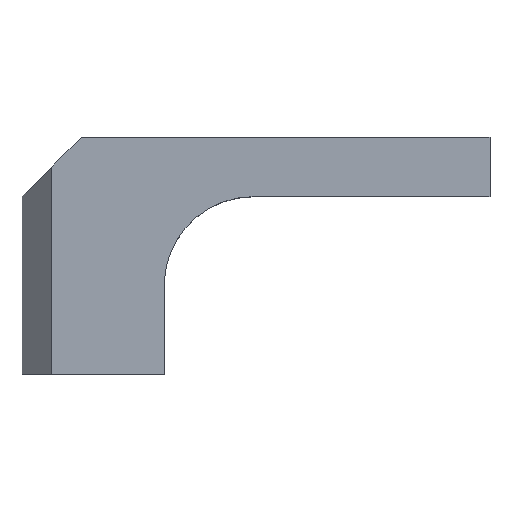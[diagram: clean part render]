
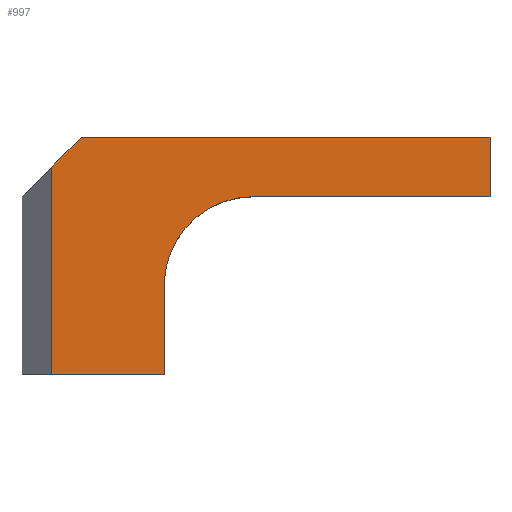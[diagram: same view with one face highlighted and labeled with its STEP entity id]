
A CAD part, top view. The second image highlights one B-rep face of the part: STEP entity #997.
In plain terms, the highlighted planar face has unit normal (0, 0, 1).
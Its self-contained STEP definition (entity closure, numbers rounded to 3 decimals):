
#11 = VECTOR ( 'NONE', #210, 1000. ) ;
#34 = ORIENTED_EDGE ( 'NONE', *, *, #153, .T. ) ;
#49 = DIRECTION ( 'NONE',  ( 0., 0., -1. ) ) ;
#61 = VECTOR ( 'NONE', #549, 1000. ) ;
#101 = VERTEX_POINT ( 'NONE', #105 ) ;
#105 = CARTESIAN_POINT ( 'NONE',  ( 22., -5., 9. ) ) ;
#112 = ORIENTED_EDGE ( 'NONE', *, *, #147, .T. ) ;
#140 = LINE ( 'NONE', #1011, #11 ) ;
#147 = EDGE_CURVE ( 'NONE', #432, #884, #643, .T. ) ;
#153 = EDGE_CURVE ( 'NONE', #101, #992, #510, .T. ) ;
#158 = CARTESIAN_POINT ( 'NONE',  ( 7., -35., 9. ) ) ;
#176 = CARTESIAN_POINT ( 'NONE',  ( 7., -20., 9. ) ) ;
#180 = CARTESIAN_POINT ( 'NONE',  ( 62., -5., 9. ) ) ;
#210 = DIRECTION ( 'NONE',  ( 1., 0., 0. ) ) ;
#248 = VERTEX_POINT ( 'NONE', #655 ) ;
#252 = ORIENTED_EDGE ( 'NONE', *, *, #468, .F. ) ;
#256 = VERTEX_POINT ( 'NONE', #592 ) ;
#270 = LINE ( 'NONE', #980, #444 ) ;
#299 = FACE_OUTER_BOUND ( 'NONE', #852, .T. ) ;
#396 = LINE ( 'NONE', #1012, #618 ) ;
#401 = DIRECTION ( 'NONE',  ( 0., -1., 0. ) ) ;
#420 = CARTESIAN_POINT ( 'NONE',  ( -12., -35., 9. ) ) ;
#432 = VERTEX_POINT ( 'NONE', #158 ) ;
#444 = VECTOR ( 'NONE', #582, 1000. ) ;
#445 = AXIS2_PLACEMENT_3D ( 'NONE', #540, #853, #774 ) ;
#452 = CARTESIAN_POINT ( 'NONE',  ( 62., -5., 9. ) ) ;
#462 = VECTOR ( 'NONE', #401, 1000. ) ;
#468 = EDGE_CURVE ( 'NONE', #432, #965, #396, .T. ) ;
#486 = CIRCLE ( 'NONE', #445, 15. ) ;
#488 = CARTESIAN_POINT ( 'NONE',  ( 62., 5., 9. ) ) ;
#495 = DIRECTION ( 'NONE',  ( 0., 1., 0. ) ) ;
#510 = LINE ( 'NONE', #180, #526 ) ;
#526 = VECTOR ( 'NONE', #823, 1000. ) ;
#538 = CARTESIAN_POINT ( 'NONE',  ( 62., 5., 9. ) ) ;
#540 = CARTESIAN_POINT ( 'NONE',  ( 22., -20., 9. ) ) ;
#545 = EDGE_CURVE ( 'NONE', #248, #992, #745, .T. ) ;
#549 = DIRECTION ( 'NONE',  ( 0., -1., 0. ) ) ;
#561 = ORIENTED_EDGE ( 'NONE', *, *, #812, .T. ) ;
#582 = DIRECTION ( 'NONE',  ( -0.707, -0.707, 0. ) ) ;
#584 = CARTESIAN_POINT ( 'NONE',  ( 7., -35., 9. ) ) ;
#592 = CARTESIAN_POINT ( 'NONE',  ( -7., 5., 9. ) ) ;
#618 = VECTOR ( 'NONE', #952, 1000. ) ;
#643 = LINE ( 'NONE', #584, #749 ) ;
#644 = LINE ( 'NONE', #1021, #61 ) ;
#648 = ORIENTED_EDGE ( 'NONE', *, *, #657, .T. ) ;
#655 = CARTESIAN_POINT ( 'NONE',  ( 62., 5., 9. ) ) ;
#657 = EDGE_CURVE ( 'NONE', #256, #1006, #270, .T. ) ;
#706 = EDGE_CURVE ( 'NONE', #256, #248, #140, .T. ) ;
#735 = ORIENTED_EDGE ( 'NONE', *, *, #914, .T. ) ;
#745 = LINE ( 'NONE', #488, #462 ) ;
#749 = VECTOR ( 'NONE', #495, 1000. ) ;
#759 = DIRECTION ( 'NONE',  ( -1., 0., 0. ) ) ;
#773 = ORIENTED_EDGE ( 'NONE', *, *, #706, .F. ) ;
#774 = DIRECTION ( 'NONE',  ( -1., 0., 0. ) ) ;
#787 = ORIENTED_EDGE ( 'NONE', *, *, #545, .F. ) ;
#812 = EDGE_CURVE ( 'NONE', #884, #101, #486, .T. ) ;
#823 = DIRECTION ( 'NONE',  ( 1., 0., 0. ) ) ;
#847 = AXIS2_PLACEMENT_3D ( 'NONE', #538, #49, #759 ) ;
#852 = EDGE_LOOP ( 'NONE', ( #648, #735, #252, #112, #561, #34, #787, #773 ) ) ;
#853 = DIRECTION ( 'NONE',  ( 0., 0., -1. ) ) ;
#884 = VERTEX_POINT ( 'NONE', #176 ) ;
#914 = EDGE_CURVE ( 'NONE', #1006, #965, #644, .T. ) ;
#917 = PLANE ( 'NONE',  #847 ) ;
#952 = DIRECTION ( 'NONE',  ( -1., 0., 0. ) ) ;
#965 = VERTEX_POINT ( 'NONE', #420 ) ;
#980 = CARTESIAN_POINT ( 'NONE',  ( -7., 5., 9. ) ) ;
#991 = CARTESIAN_POINT ( 'NONE',  ( -12., 0., 9. ) ) ;
#992 = VERTEX_POINT ( 'NONE', #452 ) ;
#997 = ADVANCED_FACE ( 'NONE', ( #299 ), #917, .F. ) ;
#1006 = VERTEX_POINT ( 'NONE', #991 ) ;
#1011 = CARTESIAN_POINT ( 'NONE',  ( 62., 5., 9. ) ) ;
#1012 = CARTESIAN_POINT ( 'NONE',  ( -17., -35., 9. ) ) ;
#1021 = CARTESIAN_POINT ( 'NONE',  ( -12., 5., 9. ) ) ;
